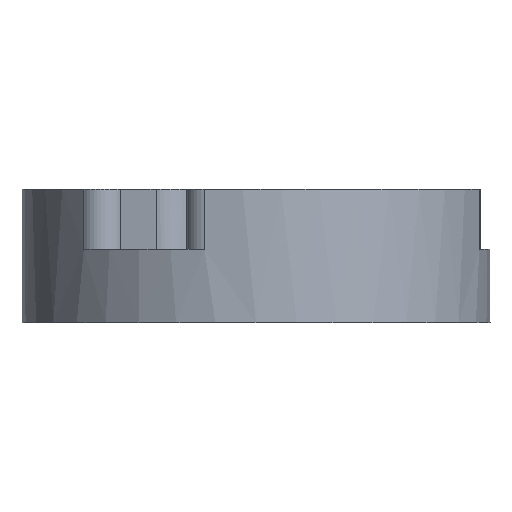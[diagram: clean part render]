
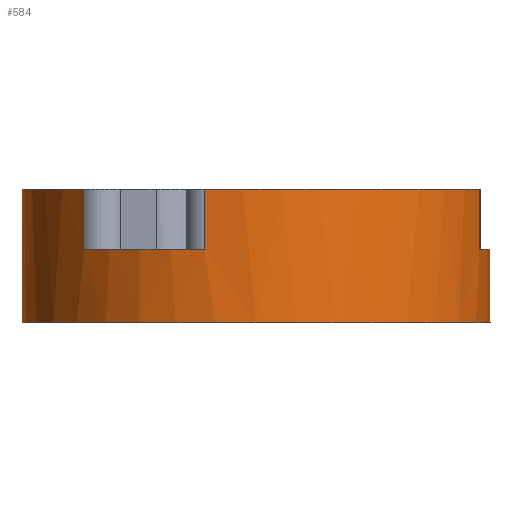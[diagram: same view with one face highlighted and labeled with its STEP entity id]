
A CAD part, front view. The second image highlights one B-rep face of the part: STEP entity #584.
In plain terms, the highlighted cylindrical face has radius 22.225 mm (diameter 44.45 mm), a full revolution.
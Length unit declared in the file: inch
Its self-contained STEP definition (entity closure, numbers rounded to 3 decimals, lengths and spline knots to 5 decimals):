
#45=FACE_OUTER_BOUND('',#80,.T.);
#80=EDGE_LOOP('',(#422,#423,#424,#425,#426,#427,#428,#429,#430,#431,#432,
#433,#434,#435,#436,#437));
#117=LINE('',#894,#160);
#124=LINE('',#950,#167);
#125=LINE('',#952,#168);
#126=LINE('',#955,#169);
#127=LINE('',#958,#170);
#128=LINE('',#960,#171);
#129=LINE('',#963,#172);
#160=VECTOR('',#705,0.3937);
#167=VECTOR('',#758,0.875);
#168=VECTOR('',#759,0.3937);
#169=VECTOR('',#762,0.3937);
#170=VECTOR('',#765,0.3937);
#171=VECTOR('',#766,0.3937);
#172=VECTOR('',#769,0.3937);
#204=CIRCLE('',#628,0.875);
#208=CIRCLE('',#632,0.875);
#209=CIRCLE('',#633,0.875);
#213=CIRCLE('',#637,0.875);
#224=CIRCLE('',#649,0.875);
#225=CIRCLE('',#650,0.875);
#226=CIRCLE('',#651,0.875);
#227=CIRCLE('',#652,0.875);
#246=VERTEX_POINT('',#887);
#249=VERTEX_POINT('',#892);
#250=VERTEX_POINT('',#896);
#255=VERTEX_POINT('',#906);
#256=VERTEX_POINT('',#908);
#257=VERTEX_POINT('',#910);
#262=VERTEX_POINT('',#920);
#263=VERTEX_POINT('',#922);
#275=VERTEX_POINT('',#948);
#276=VERTEX_POINT('',#951);
#277=VERTEX_POINT('',#953);
#278=VERTEX_POINT('',#956);
#279=VERTEX_POINT('',#959);
#280=VERTEX_POINT('',#961);
#307=EDGE_CURVE('',#249,#246,#117,.T.);
#308=EDGE_CURVE('',#246,#250,#204,.T.);
#314=EDGE_CURVE('',#255,#256,#208,.T.);
#315=EDGE_CURVE('',#256,#257,#209,.T.);
#321=EDGE_CURVE('',#262,#263,#213,.T.);
#334=EDGE_CURVE('',#275,#275,#224,.T.);
#335=EDGE_CURVE('',#275,#256,#124,.T.);
#336=EDGE_CURVE('',#276,#255,#125,.T.);
#337=EDGE_CURVE('',#277,#276,#225,.T.);
#338=EDGE_CURVE('',#250,#277,#126,.T.);
#339=EDGE_CURVE('',#278,#249,#226,.T.);
#340=EDGE_CURVE('',#263,#278,#127,.T.);
#341=EDGE_CURVE('',#279,#262,#128,.T.);
#342=EDGE_CURVE('',#280,#279,#227,.T.);
#343=EDGE_CURVE('',#257,#280,#129,.T.);
#422=ORIENTED_EDGE('',*,*,#334,.F.);
#423=ORIENTED_EDGE('',*,*,#335,.T.);
#424=ORIENTED_EDGE('',*,*,#314,.F.);
#425=ORIENTED_EDGE('',*,*,#336,.F.);
#426=ORIENTED_EDGE('',*,*,#337,.F.);
#427=ORIENTED_EDGE('',*,*,#338,.F.);
#428=ORIENTED_EDGE('',*,*,#308,.F.);
#429=ORIENTED_EDGE('',*,*,#307,.F.);
#430=ORIENTED_EDGE('',*,*,#339,.F.);
#431=ORIENTED_EDGE('',*,*,#340,.F.);
#432=ORIENTED_EDGE('',*,*,#321,.F.);
#433=ORIENTED_EDGE('',*,*,#341,.F.);
#434=ORIENTED_EDGE('',*,*,#342,.F.);
#435=ORIENTED_EDGE('',*,*,#343,.F.);
#436=ORIENTED_EDGE('',*,*,#315,.F.);
#437=ORIENTED_EDGE('',*,*,#335,.F.);
#566=CYLINDRICAL_SURFACE('',#648,0.875);
#584=ADVANCED_FACE('',(#45),#566,.T.);
#628=AXIS2_PLACEMENT_3D('',#897,#708,#709);
#632=AXIS2_PLACEMENT_3D('',#909,#718,#719);
#633=AXIS2_PLACEMENT_3D('',#911,#720,#721);
#637=AXIS2_PLACEMENT_3D('',#923,#730,#731);
#648=AXIS2_PLACEMENT_3D('',#947,#754,#755);
#649=AXIS2_PLACEMENT_3D('',#949,#756,#757);
#650=AXIS2_PLACEMENT_3D('',#954,#760,#761);
#651=AXIS2_PLACEMENT_3D('',#957,#763,#764);
#652=AXIS2_PLACEMENT_3D('',#962,#767,#768);
#705=DIRECTION('',(0.,0.,1.));
#708=DIRECTION('center_axis',(0.,0.,1.));
#709=DIRECTION('ref_axis',(1.,0.,0.));
#718=DIRECTION('center_axis',(0.,0.,1.));
#719=DIRECTION('ref_axis',(1.,0.,0.));
#720=DIRECTION('center_axis',(0.,0.,1.));
#721=DIRECTION('ref_axis',(1.,0.,0.));
#730=DIRECTION('center_axis',(0.,0.,1.));
#731=DIRECTION('ref_axis',(1.,0.,0.));
#754=DIRECTION('center_axis',(0.,0.,-1.));
#755=DIRECTION('ref_axis',(1.,0.,0.));
#756=DIRECTION('center_axis',(0.,0.,-1.));
#757=DIRECTION('ref_axis',(0.985,-0.171,0.));
#758=DIRECTION('',(0.,0.,1.));
#759=DIRECTION('',(0.,0.,1.));
#760=DIRECTION('center_axis',(0.,0.,1.));
#761=DIRECTION('ref_axis',(0.985,-0.171,0.));
#762=DIRECTION('',(0.,0.,-1.));
#763=DIRECTION('center_axis',(0.,0.,1.));
#764=DIRECTION('ref_axis',(0.985,-0.171,0.));
#765=DIRECTION('',(0.,0.,-1.));
#766=DIRECTION('',(0.,0.,1.));
#767=DIRECTION('center_axis',(0.,0.,1.));
#768=DIRECTION('ref_axis',(0.985,-0.171,0.));
#769=DIRECTION('',(0.,0.,-1.));
#887=CARTESIAN_POINT('',(0.83562,0.25956,1.22441));
#892=CARTESIAN_POINT('',(0.83562,0.25956,1.));
#894=CARTESIAN_POINT('',(0.83562,0.25956,1.22441));
#896=CARTESIAN_POINT('',(-0.191,0.8539,1.22441));
#897=CARTESIAN_POINT('Origin',(0.,0.,1.22441));
#906=CARTESIAN_POINT('',(-0.64259,0.59389,1.22441));
#908=CARTESIAN_POINT('',(-0.875,0.,1.22441));
#909=CARTESIAN_POINT('Origin',(0.,0.,1.22441));
#910=CARTESIAN_POINT('',(-0.644,-0.59236,1.22441));
#911=CARTESIAN_POINT('Origin',(0.,0.,1.22441));
#920=CARTESIAN_POINT('',(-0.19303,-0.85344,1.22441));
#922=CARTESIAN_POINT('',(0.835,-0.26154,1.22441));
#923=CARTESIAN_POINT('Origin',(0.,0.,1.22441));
#947=CARTESIAN_POINT('Origin',(0.,0.,1.22441));
#948=CARTESIAN_POINT('',(-0.875,0.,0.72441));
#949=CARTESIAN_POINT('Origin',(0.,0.,0.72441));
#950=CARTESIAN_POINT('',(-0.875,0.,1.22441));
#951=CARTESIAN_POINT('',(-0.64259,0.59389,1.));
#952=CARTESIAN_POINT('',(-0.64259,0.59389,1.22441));
#953=CARTESIAN_POINT('',(-0.191,0.8539,1.));
#954=CARTESIAN_POINT('Origin',(0.,0.,1.));
#955=CARTESIAN_POINT('',(-0.191,0.8539,1.22441));
#956=CARTESIAN_POINT('',(0.835,-0.26154,1.));
#957=CARTESIAN_POINT('Origin',(0.,0.,1.));
#958=CARTESIAN_POINT('',(0.835,-0.26154,1.22441));
#959=CARTESIAN_POINT('',(-0.19303,-0.85344,1.));
#960=CARTESIAN_POINT('',(-0.19303,-0.85344,1.22441));
#961=CARTESIAN_POINT('',(-0.644,-0.59236,1.));
#962=CARTESIAN_POINT('Origin',(0.,0.,1.));
#963=CARTESIAN_POINT('',(-0.644,-0.59236,1.22441));
